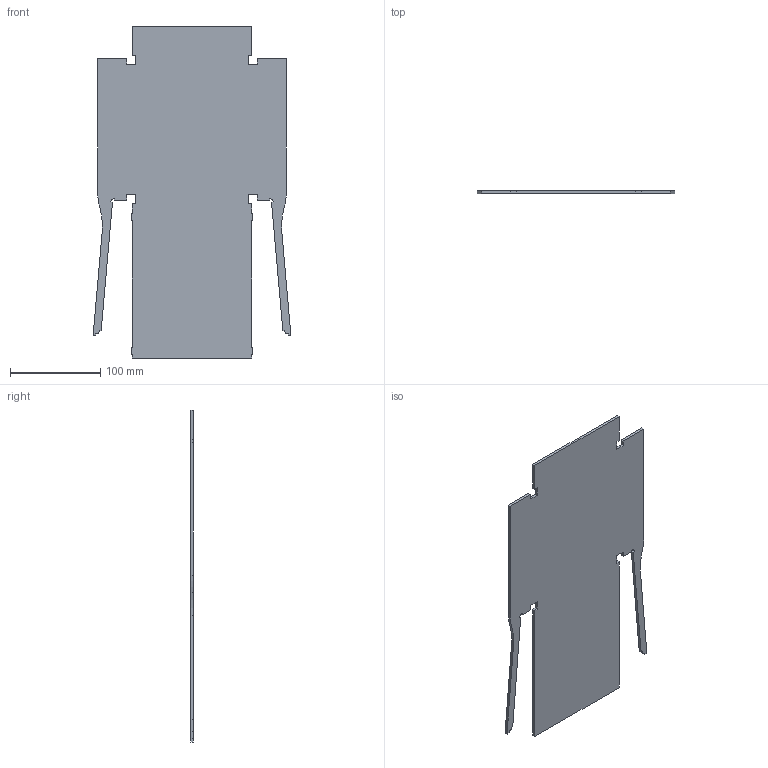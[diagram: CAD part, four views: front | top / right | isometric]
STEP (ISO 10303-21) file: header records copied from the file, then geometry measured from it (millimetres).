
FILE_DESCRIPTION (( 'STEP AP203' ), '1' );
FILE_NAME ('fleshCollector_flattened.STEP', '2024-07-31T02:46:09', ( '' ), ( '' ), 'SwSTEP 2.0', 'SolidWorks 2024', '' );
FILE_SCHEMA (( 'CONFIG_CONTROL_DESIGN' ));
Length unit declared in the file: millimetre
Products named in the file (1): fleshCollector_flattened
Bounding box: 219.26 x 3 x 368.01 mm (x, y, z)
Volume: 189858.4 mm3; surface area: 132079.6 mm2
Topology: 1 solids, 1 shells, 68 faces, 198 edges, 132 vertices
Faces by surface type: plane 60, cylinder 8
Entity records: 2295 total; most frequent: CARTESIAN_POINT 399, ORIENTED_EDGE 396, DIRECTION 352, EDGE_CURVE 198, VECTOR 182, LINE 182, VERTEX_POINT 132, AXIS2_PLACEMENT_3D 85
